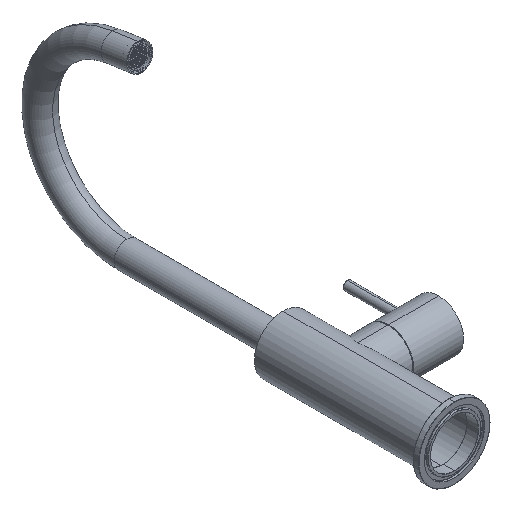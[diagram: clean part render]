
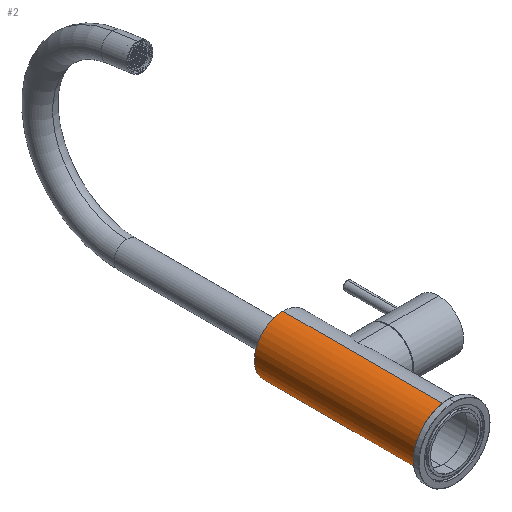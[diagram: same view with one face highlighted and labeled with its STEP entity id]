
A CAD part, isometric view. The second image highlights one B-rep face of the part: STEP entity #2.
In plain terms, the highlighted cylindrical face has radius 20 mm (diameter 40 mm), a partial arc.
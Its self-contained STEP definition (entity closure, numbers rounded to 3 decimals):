
#2 = ADVANCED_FACE ( 'NONE', ( #6689 ), #21243, .T. ) ;
#303 = DIRECTION ( 'NONE',  ( 0., 1., 0. ) ) ;
#326 = AXIS2_PLACEMENT_3D ( 'NONE', #16159, #23527, #21593 ) ;
#1415 = ORIENTED_EDGE ( 'NONE', *, *, #9828, .F. ) ;
#1452 = CARTESIAN_POINT ( 'NONE',  ( -1.218, 104.978, -19.964 ) ) ;
#1696 = DIRECTION ( 'NONE',  ( 0., 0., 1. ) ) ;
#2135 = VERTEX_POINT ( 'NONE', #2637 ) ;
#2183 = AXIS2_PLACEMENT_3D ( 'NONE', #16005, #6779, #1696 ) ;
#2312 = CARTESIAN_POINT ( 'NONE',  ( 0., 110.2, -20. ) ) ;
#2637 = CARTESIAN_POINT ( 'NONE',  ( 0., 116.2, -20. ) ) ;
#2863 = CARTESIAN_POINT ( 'NONE',  ( -2.662, 108.162, -19.822 ) ) ;
#4563 = CARTESIAN_POINT ( 'NONE',  ( -0.717, 110.111, -19.988 ) ) ;
#4693 = CARTESIAN_POINT ( 'NONE',  ( -2.072, 109.267, -19.893 ) ) ;
#4918 = CARTESIAN_POINT ( 'NONE',  ( -2.188, 109.126, -19.88 ) ) ;
#5323 = CARTESIAN_POINT ( 'NONE',  ( -2.75, 107.268, -19.81 ) ) ;
#5377 = EDGE_CURVE ( 'NONE', #2135, #22382, #20346, .T. ) ;
#5536 = EDGE_CURVE ( 'NONE', #16500, #9481, #6807, .T. ) ;
#5547 = LINE ( 'NONE', #9549, #7172 ) ;
#5559 = CARTESIAN_POINT ( 'NONE',  ( -0.714, 104.788, -19.988 ) ) ;
#5574 = CARTESIAN_POINT ( 'NONE',  ( 0., 0., -20. ) ) ;
#6529 = VERTEX_POINT ( 'NONE', #22211 ) ;
#6689 = FACE_OUTER_BOUND ( 'NONE', #7862, .T. ) ;
#6779 = DIRECTION ( 'NONE',  ( 0., 1., 0. ) ) ;
#6807 = CIRCLE ( 'NONE', #2183, 20. ) ;
#7023 = CARTESIAN_POINT ( 'NONE',  ( 0., 104.7, -20. ) ) ;
#7172 = VECTOR ( 'NONE', #13086, 1000. ) ;
#7801 = DIRECTION ( 'NONE',  ( 0., 0., 1. ) ) ;
#7862 = EDGE_LOOP ( 'NONE', ( #19418, #10716, #20817, #23737, #1415, #18199, #19066 ) ) ;
#8435 = CARTESIAN_POINT ( 'NONE',  ( -0.89, 110.058, -19.981 ) ) ;
#8551 = CARTESIAN_POINT ( 'NONE',  ( -2.387, 108.827, -19.857 ) ) ;
#8838 = CARTESIAN_POINT ( 'NONE',  ( -2.471, 106.229, -19.847 ) ) ;
#8966 = CARTESIAN_POINT ( 'NONE',  ( -2.187, 105.773, -19.88 ) ) ;
#9040 = VERTEX_POINT ( 'NONE', #20533 ) ;
#9208 = CARTESIAN_POINT ( 'NONE',  ( -0.358, 104.717, -19.998 ) ) ;
#9481 = VERTEX_POINT ( 'NONE', #13003 ) ;
#9549 = CARTESIAN_POINT ( 'NONE',  ( 0., 116.2, -20. ) ) ;
#9828 = EDGE_CURVE ( 'NONE', #9040, #6529, #11595, .T. ) ;
#10376 = CARTESIAN_POINT ( 'NONE',  ( -0.182, 110.2, -20. ) ) ;
#10496 = CARTESIAN_POINT ( 'NONE',  ( -0.362, 110.182, -19.998 ) ) ;
#10716 = ORIENTED_EDGE ( 'NONE', *, *, #5377, .F. ) ;
#10762 = CARTESIAN_POINT ( 'NONE',  ( 0., 116.2, 20. ) ) ;
#10780 = CARTESIAN_POINT ( 'NONE',  ( -2.071, 105.632, -19.893 ) ) ;
#11144 = CARTESIAN_POINT ( 'NONE',  ( -1.817, 105.378, -19.918 ) ) ;
#11595 = B_SPLINE_CURVE_WITH_KNOTS ( 'NONE', 3,
 ( #7023, #14668, #9208, #5559, #20107, #1452, #14432, #20227, #11144, #10780, #8966, #15064, #8838, #22264, #12970, #23621, #5323, #18050 ),
 .UNSPECIFIED., .F., .F.,
 ( 4, 2, 2, 2, 2, 2, 2, 2, 4 ),
 ( 0.009, 0.009, 0.01, 0.01, 0.011, 0.011, 0.012, 0.012, 0.013 ),
 .UNSPECIFIED. ) ;
#11797 = EDGE_CURVE ( 'NONE', #9040, #16500, #15638, .T. ) ;
#11832 = CARTESIAN_POINT ( 'NONE',  ( -2.609, 108.337, -19.829 ) ) ;
#11960 = CARTESIAN_POINT ( 'NONE',  ( -1.38, 109.836, -19.953 ) ) ;
#12678 = VECTOR ( 'NONE', #19403, 1000. ) ;
#12970 = CARTESIAN_POINT ( 'NONE',  ( -2.662, 106.737, -19.822 ) ) ;
#13003 = CARTESIAN_POINT ( 'NONE',  ( 0., 0., 20. ) ) ;
#13009 = AXIS2_PLACEMENT_3D ( 'NONE', #17144, #303, #7801 ) ;
#13086 = DIRECTION ( 'NONE',  ( 0., -1., 0. ) ) ;
#13907 = CARTESIAN_POINT ( 'NONE',  ( 0., 110.2, -20. ) ) ;
#14432 = CARTESIAN_POINT ( 'NONE',  ( -1.378, 105.064, -19.953 ) ) ;
#14668 = CARTESIAN_POINT ( 'NONE',  ( -0.18, 104.7, -20. ) ) ;
#15064 = CARTESIAN_POINT ( 'NONE',  ( -2.386, 106.072, -19.857 ) ) ;
#15638 = LINE ( 'NONE', #23360, #12678 ) ;
#15713 = CARTESIAN_POINT ( 'NONE',  ( -2.471, 108.669, -19.847 ) ) ;
#16005 = CARTESIAN_POINT ( 'NONE',  ( 0., 0., 0. ) ) ;
#16159 = CARTESIAN_POINT ( 'NONE',  ( 0., 116.2, 0. ) ) ;
#16500 = VERTEX_POINT ( 'NONE', #5574 ) ;
#16858 = DIRECTION ( 'NONE',  ( 0., -1., 0. ) ) ;
#17144 = CARTESIAN_POINT ( 'NONE',  ( 0., 116.2, 0. ) ) ;
#17160 = B_SPLINE_CURVE_WITH_KNOTS ( 'NONE', 3,
 ( #19464, #21155, #17424, #2863, #11832, #15713, #8551, #4918, #4693, #23076, #21505, #11960, #19222, #8435, #4563, #10496, #10376, #13907 ),
 .UNSPECIFIED., .F., .F.,
 ( 4, 2, 2, 2, 2, 2, 2, 2, 4 ),
 ( 0.013, 0.013, 0.014, 0.015, 0.015, 0.016, 0.016, 0.017, 0.017 ),
 .UNSPECIFIED. ) ;
#17424 = CARTESIAN_POINT ( 'NONE',  ( -2.732, 107.81, -19.813 ) ) ;
#18050 = CARTESIAN_POINT ( 'NONE',  ( -2.75, 107.45, -19.81 ) ) ;
#18199 = ORIENTED_EDGE ( 'NONE', *, *, #11797, .T. ) ;
#18288 = EDGE_CURVE ( 'NONE', #22382, #9481, #20354, .T. ) ;
#19066 = ORIENTED_EDGE ( 'NONE', *, *, #5536, .T. ) ;
#19222 = CARTESIAN_POINT ( 'NONE',  ( -1.221, 109.921, -19.963 ) ) ;
#19403 = DIRECTION ( 'NONE',  ( 0., -1., 0. ) ) ;
#19418 = ORIENTED_EDGE ( 'NONE', *, *, #18288, .F. ) ;
#19464 = CARTESIAN_POINT ( 'NONE',  ( -2.75, 107.45, -19.81 ) ) ;
#19618 = EDGE_CURVE ( 'NONE', #2135, #23175, #5547, .T. ) ;
#20107 = CARTESIAN_POINT ( 'NONE',  ( -0.887, 104.841, -19.981 ) ) ;
#20227 = CARTESIAN_POINT ( 'NONE',  ( -1.679, 105.264, -19.93 ) ) ;
#20346 = CIRCLE ( 'NONE', #13009, 20. ) ;
#20351 = VECTOR ( 'NONE', #16858, 1000. ) ;
#20354 = LINE ( 'NONE', #20475, #20351 ) ;
#20475 = CARTESIAN_POINT ( 'NONE',  ( 0., 116.2, 20. ) ) ;
#20533 = CARTESIAN_POINT ( 'NONE',  ( 0., 104.7, -20. ) ) ;
#20817 = ORIENTED_EDGE ( 'NONE', *, *, #19618, .T. ) ;
#21155 = CARTESIAN_POINT ( 'NONE',  ( -2.75, 107.632, -19.81 ) ) ;
#21243 = CYLINDRICAL_SURFACE ( 'NONE', #326, 20. ) ;
#21505 = CARTESIAN_POINT ( 'NONE',  ( -1.68, 109.634, -19.93 ) ) ;
#21593 = DIRECTION ( 'NONE',  ( 0., 0., -1. ) ) ;
#22211 = CARTESIAN_POINT ( 'NONE',  ( -2.75, 107.45, -19.81 ) ) ;
#22264 = CARTESIAN_POINT ( 'NONE',  ( -2.609, 106.563, -19.829 ) ) ;
#22382 = VERTEX_POINT ( 'NONE', #10762 ) ;
#23076 = CARTESIAN_POINT ( 'NONE',  ( -1.819, 109.52, -19.918 ) ) ;
#23175 = VERTEX_POINT ( 'NONE', #2312 ) ;
#23360 = CARTESIAN_POINT ( 'NONE',  ( 0., 116.2, -20. ) ) ;
#23527 = DIRECTION ( 'NONE',  ( 0., -1., 0. ) ) ;
#23621 = CARTESIAN_POINT ( 'NONE',  ( -2.732, 107.089, -19.813 ) ) ;
#23728 = EDGE_CURVE ( 'NONE', #6529, #23175, #17160, .T. ) ;
#23737 = ORIENTED_EDGE ( 'NONE', *, *, #23728, .F. ) ;
